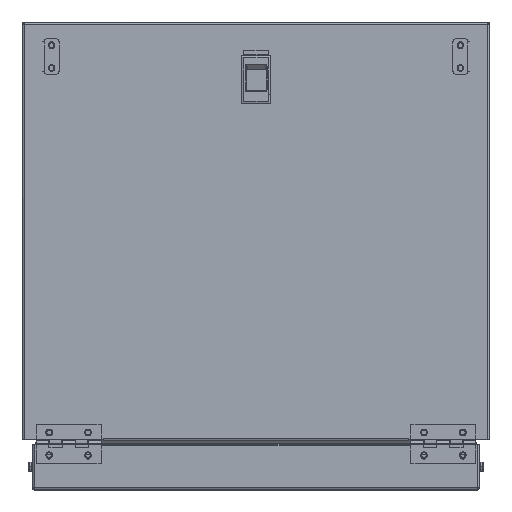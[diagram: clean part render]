
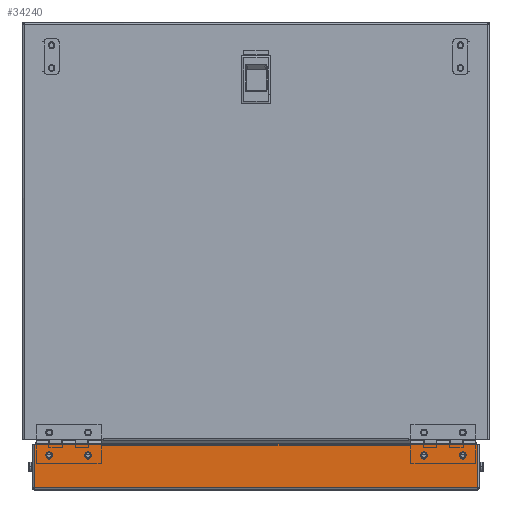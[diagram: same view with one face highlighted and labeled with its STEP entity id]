
A CAD part, top view. The second image highlights one B-rep face of the part: STEP entity #34240.
In plain terms, the highlighted planar face has unit normal (0, 0, 1).
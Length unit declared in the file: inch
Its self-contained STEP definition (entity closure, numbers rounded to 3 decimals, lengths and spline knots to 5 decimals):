
#336 = EDGE_CURVE ( 'NONE', #28766, #46289, #8731, .T. ) ;
#387 = EDGE_CURVE ( 'NONE', #39270, #20398, #19005, .T. ) ;
#1556 = VECTOR ( 'NONE', #46092, 39.37008 ) ;
#1912 = ORIENTED_EDGE ( 'NONE', *, *, #69861, .F. ) ;
#2431 = LINE ( 'NONE', #24281, #1556 ) ;
#2723 = VERTEX_POINT ( 'NONE', #54713 ) ;
#3686 = CIRCLE ( 'NONE', #12854, 0.0965 ) ;
#4016 = VERTEX_POINT ( 'NONE', #24250 ) ;
#4936 = ORIENTED_EDGE ( 'NONE', *, *, #31874, .T. ) ;
#5089 = EDGE_CURVE ( 'NONE', #65205, #24507, #38689, .T. ) ;
#5183 = VERTEX_POINT ( 'NONE', #35423 ) ;
#5846 = EDGE_LOOP ( 'NONE', ( #24400, #4936, #52093, #19693, #37947, #62138, #16828, #34226 ) ) ;
#6509 = DIRECTION ( 'NONE',  ( 1., 0., 0. ) ) ;
#7701 = FACE_BOUND ( 'NONE', #51658, .T. ) ;
#8434 = EDGE_CURVE ( 'NONE', #5183, #62927, #2431, .T. ) ;
#8456 = VERTEX_POINT ( 'NONE', #20279 ) ;
#8626 = CARTESIAN_POINT ( 'NONE',  ( -8.53625, -0.85938, 7.95688 ) ) ;
#8675 = ORIENTED_EDGE ( 'NONE', *, *, #56730, .F. ) ;
#8731 = CIRCLE ( 'NONE', #49896, 0.0965 ) ;
#8871 = VERTEX_POINT ( 'NONE', #69513 ) ;
#9878 = DIRECTION ( 'NONE',  ( 1., 0., 0. ) ) ;
#10999 = EDGE_LOOP ( 'NONE', ( #20173, #39080 ) ) ;
#11373 = CARTESIAN_POINT ( 'NONE',  ( -6.47125, 0.40113, 7.95688 ) ) ;
#12518 = CARTESIAN_POINT ( 'NONE',  ( 7.96625, 0.40113, 7.95688 ) ) ;
#12739 = CIRCLE ( 'NONE', #28752, 0.0965 ) ;
#12754 = CARTESIAN_POINT ( 'NONE',  ( 6.56275, 0.40113, 7.95688 ) ) ;
#12854 = AXIS2_PLACEMENT_3D ( 'NONE', #42172, #16055, #43246 ) ;
#12937 = DIRECTION ( 'NONE',  ( 0., 0., 1. ) ) ;
#13417 = FACE_BOUND ( 'NONE', #45190, .T. ) ;
#13450 = DIRECTION ( 'NONE',  ( -1., 0., 0. ) ) ;
#14028 = LINE ( 'NONE', #8626, #61968 ) ;
#16055 = DIRECTION ( 'NONE',  ( 0., 0., 1. ) ) ;
#16803 = VECTOR ( 'NONE', #39629, 39.37008 ) ;
#16828 = ORIENTED_EDGE ( 'NONE', *, *, #69358, .T. ) ;
#17212 = CARTESIAN_POINT ( 'NONE',  ( -8.06775, 0.40113, 7.95688 ) ) ;
#17755 = CARTESIAN_POINT ( 'NONE',  ( 8.59375, 0.86063, 7.95688 ) ) ;
#18019 = CARTESIAN_POINT ( 'NONE',  ( -7.97125, 0.40113, 7.95688 ) ) ;
#19005 = CIRCLE ( 'NONE', #41835, 0.0965 ) ;
#19505 = PLANE ( 'NONE',  #65132 ) ;
#19540 = VECTOR ( 'NONE', #22461, 39.37008 ) ;
#19693 = ORIENTED_EDGE ( 'NONE', *, *, #5089, .T. ) ;
#20173 = ORIENTED_EDGE ( 'NONE', *, *, #41639, .F. ) ;
#20279 = CARTESIAN_POINT ( 'NONE',  ( 6.36975, 0.40113, 7.95688 ) ) ;
#20398 = VERTEX_POINT ( 'NONE', #48620 ) ;
#22193 = LINE ( 'NONE', #38690, #59206 ) ;
#22461 = DIRECTION ( 'NONE',  ( 1., 0., 0. ) ) ;
#24095 = CARTESIAN_POINT ( 'NONE',  ( 8.06275, 0.40113, 7.95688 ) ) ;
#24250 = CARTESIAN_POINT ( 'NONE',  ( 8.53375, -0.79937, 7.95688 ) ) ;
#24281 = CARTESIAN_POINT ( 'NONE',  ( 5.90072, 0.90063, 7.95687 ) ) ;
#24400 = ORIENTED_EDGE ( 'NONE', *, *, #8434, .F. ) ;
#24507 = VERTEX_POINT ( 'NONE', #30904 ) ;
#24509 = FACE_BOUND ( 'NONE', #46665, .T. ) ;
#25224 = FACE_OUTER_BOUND ( 'NONE', #5846, .T. ) ;
#25452 = DIRECTION ( 'NONE',  ( 0., -1., 0. ) ) ;
#26003 = CARTESIAN_POINT ( 'NONE',  ( 6.46625, 0.40113, 7.95688 ) ) ;
#26797 = CARTESIAN_POINT ( 'NONE',  ( -6.37475, 0.40113, 7.95688 ) ) ;
#27502 = DIRECTION ( 'NONE',  ( 0., 0., 1. ) ) ;
#27564 = VECTOR ( 'NONE', #52225, 39.37008 ) ;
#27624 = EDGE_CURVE ( 'NONE', #45865, #45451, #57986, .T. ) ;
#27889 = CARTESIAN_POINT ( 'NONE',  ( 8.59375, -0.79937, 7.95688 ) ) ;
#28296 = DIRECTION ( 'NONE',  ( 0., 0., 1. ) ) ;
#28646 = ORIENTED_EDGE ( 'NONE', *, *, #39262, .F. ) ;
#28752 = AXIS2_PLACEMENT_3D ( 'NONE', #12518, #28296, #55413 ) ;
#28766 = VERTEX_POINT ( 'NONE', #17212 ) ;
#28806 = DIRECTION ( 'NONE',  ( 0., 0., 1. ) ) ;
#30180 = CARTESIAN_POINT ( 'NONE',  ( -6.47125, 0.40113, 7.95688 ) ) ;
#30243 = DIRECTION ( 'NONE',  ( 0., 0., -1. ) ) ;
#30348 = CARTESIAN_POINT ( 'NONE',  ( -7.87475, 0.40113, 7.95688 ) ) ;
#30662 = VERTEX_POINT ( 'NONE', #12754 ) ;
#30904 = CARTESIAN_POINT ( 'NONE',  ( -8.53625, 0.86063, 7.95688 ) ) ;
#31820 = EDGE_CURVE ( 'NONE', #66211, #62927, #66747, .T. ) ;
#31874 = EDGE_CURVE ( 'NONE', #5183, #2723, #51745, .T. ) ;
#32353 = ORIENTED_EDGE ( 'NONE', *, *, #27624, .F. ) ;
#32733 = DIRECTION ( 'NONE',  ( 0., 0., 1. ) ) ;
#34226 = ORIENTED_EDGE ( 'NONE', *, *, #31820, .T. ) ;
#34240 = ADVANCED_FACE ( 'NONE', ( #25224, #24509, #7701, #13417, #35277 ), #19505, .F. ) ;
#34949 = CARTESIAN_POINT ( 'NONE',  ( -5.90322, 0.87063, 7.95688 ) ) ;
#35277 = FACE_BOUND ( 'NONE', #10999, .T. ) ;
#35423 = CARTESIAN_POINT ( 'NONE',  ( 5.90072, 0.87063, 7.95687 ) ) ;
#37193 = AXIS2_PLACEMENT_3D ( 'NONE', #65599, #32733, #69885 ) ;
#37730 = EDGE_CURVE ( 'NONE', #8871, #4016, #39669, .T. ) ;
#37947 = ORIENTED_EDGE ( 'NONE', *, *, #38786, .T. ) ;
#38575 = CARTESIAN_POINT ( 'NONE',  ( 5.90072, 0.86063, 7.95688 ) ) ;
#38689 = LINE ( 'NONE', #61870, #62862 ) ;
#38690 = CARTESIAN_POINT ( 'NONE',  ( -5.90322, 0.90063, 7.95687 ) ) ;
#38786 = EDGE_CURVE ( 'NONE', #24507, #8871, #14028, .T. ) ;
#39080 = ORIENTED_EDGE ( 'NONE', *, *, #336, .F. ) ;
#39262 = EDGE_CURVE ( 'NONE', #30662, #8456, #3686, .T. ) ;
#39270 = VERTEX_POINT ( 'NONE', #26797 ) ;
#39305 = DIRECTION ( 'NONE',  ( 1., 0., 0. ) ) ;
#39629 = DIRECTION ( 'NONE',  ( -1., 0., 0. ) ) ;
#39669 = LINE ( 'NONE', #27889, #19540 ) ;
#41639 = EDGE_CURVE ( 'NONE', #46289, #28766, #58852, .T. ) ;
#41835 = AXIS2_PLACEMENT_3D ( 'NONE', #30180, #68040, #51650 ) ;
#41940 = AXIS2_PLACEMENT_3D ( 'NONE', #11373, #27502, #39305 ) ;
#42172 = CARTESIAN_POINT ( 'NONE',  ( 6.46625, 0.40113, 7.95688 ) ) ;
#43246 = DIRECTION ( 'NONE',  ( 1., 0., 0. ) ) ;
#45190 = EDGE_LOOP ( 'NONE', ( #51496, #64660 ) ) ;
#45370 = VECTOR ( 'NONE', #13450, 39.37008 ) ;
#45451 = VERTEX_POINT ( 'NONE', #54468 ) ;
#45865 = VERTEX_POINT ( 'NONE', #24095 ) ;
#46092 = DIRECTION ( 'NONE',  ( 0., -1., 0. ) ) ;
#46289 = VERTEX_POINT ( 'NONE', #30348 ) ;
#46665 = EDGE_LOOP ( 'NONE', ( #32353, #8675 ) ) ;
#47025 = AXIS2_PLACEMENT_3D ( 'NONE', #26003, #59251, #9878 ) ;
#47729 = AXIS2_PLACEMENT_3D ( 'NONE', #61939, #12937, #6509 ) ;
#48620 = CARTESIAN_POINT ( 'NONE',  ( -6.56775, 0.40113, 7.95688 ) ) ;
#49896 = AXIS2_PLACEMENT_3D ( 'NONE', #18019, #28806, #50264 ) ;
#50264 = DIRECTION ( 'NONE',  ( 1., 0., 0. ) ) ;
#51046 = CARTESIAN_POINT ( 'NONE',  ( -5.90322, 0.86063, 7.95688 ) ) ;
#51496 = ORIENTED_EDGE ( 'NONE', *, *, #387, .F. ) ;
#51650 = DIRECTION ( 'NONE',  ( 1., 0., 0. ) ) ;
#51658 = EDGE_LOOP ( 'NONE', ( #28646, #1912 ) ) ;
#51745 = LINE ( 'NONE', #34949, #45370 ) ;
#52093 = ORIENTED_EDGE ( 'NONE', *, *, #63724, .T. ) ;
#52225 = DIRECTION ( 'NONE',  ( 0., 1., 0. ) ) ;
#53845 = CIRCLE ( 'NONE', #47025, 0.0965 ) ;
#54468 = CARTESIAN_POINT ( 'NONE',  ( 7.86975, 0.40113, 7.95688 ) ) ;
#54713 = CARTESIAN_POINT ( 'NONE',  ( -5.90322, 0.87063, 7.95687 ) ) ;
#55098 = DIRECTION ( 'NONE',  ( 0., -1., 0. ) ) ;
#55413 = DIRECTION ( 'NONE',  ( 1., 0., 0. ) ) ;
#56730 = EDGE_CURVE ( 'NONE', #45451, #45865, #12739, .T. ) ;
#57239 = CARTESIAN_POINT ( 'NONE',  ( 8.53375, -0.85938, 7.95688 ) ) ;
#57740 = CARTESIAN_POINT ( 'NONE',  ( 8.59375, -0.85938, 7.95688 ) ) ;
#57927 = LINE ( 'NONE', #57239, #27564 ) ;
#57986 = CIRCLE ( 'NONE', #47729, 0.0965 ) ;
#58852 = CIRCLE ( 'NONE', #37193, 0.0965 ) ;
#59206 = VECTOR ( 'NONE', #55098, 39.37008 ) ;
#59251 = DIRECTION ( 'NONE',  ( 0., 0., 1. ) ) ;
#60472 = DIRECTION ( 'NONE',  ( -1., 0., 0. ) ) ;
#61870 = CARTESIAN_POINT ( 'NONE',  ( 8.59375, 0.86063, 7.95688 ) ) ;
#61939 = CARTESIAN_POINT ( 'NONE',  ( 7.96625, 0.40113, 7.95688 ) ) ;
#61968 = VECTOR ( 'NONE', #25452, 39.37008 ) ;
#62138 = ORIENTED_EDGE ( 'NONE', *, *, #37730, .T. ) ;
#62524 = CIRCLE ( 'NONE', #41940, 0.0965 ) ;
#62836 = EDGE_CURVE ( 'NONE', #20398, #39270, #62524, .T. ) ;
#62862 = VECTOR ( 'NONE', #60472, 39.37008 ) ;
#62927 = VERTEX_POINT ( 'NONE', #38575 ) ;
#63724 = EDGE_CURVE ( 'NONE', #2723, #65205, #22193, .T. ) ;
#64660 = ORIENTED_EDGE ( 'NONE', *, *, #62836, .F. ) ;
#65132 = AXIS2_PLACEMENT_3D ( 'NONE', #57740, #30243, #68821 ) ;
#65205 = VERTEX_POINT ( 'NONE', #51046 ) ;
#65599 = CARTESIAN_POINT ( 'NONE',  ( -7.97125, 0.40113, 7.95688 ) ) ;
#66211 = VERTEX_POINT ( 'NONE', #68184 ) ;
#66747 = LINE ( 'NONE', #17755, #16803 ) ;
#68040 = DIRECTION ( 'NONE',  ( 0., 0., 1. ) ) ;
#68184 = CARTESIAN_POINT ( 'NONE',  ( 8.53375, 0.86063, 7.95688 ) ) ;
#68821 = DIRECTION ( 'NONE',  ( -1., 0., 0. ) ) ;
#69358 = EDGE_CURVE ( 'NONE', #4016, #66211, #57927, .T. ) ;
#69513 = CARTESIAN_POINT ( 'NONE',  ( -8.53625, -0.79937, 7.95688 ) ) ;
#69861 = EDGE_CURVE ( 'NONE', #8456, #30662, #53845, .T. ) ;
#69885 = DIRECTION ( 'NONE',  ( 1., 0., 0. ) ) ;
